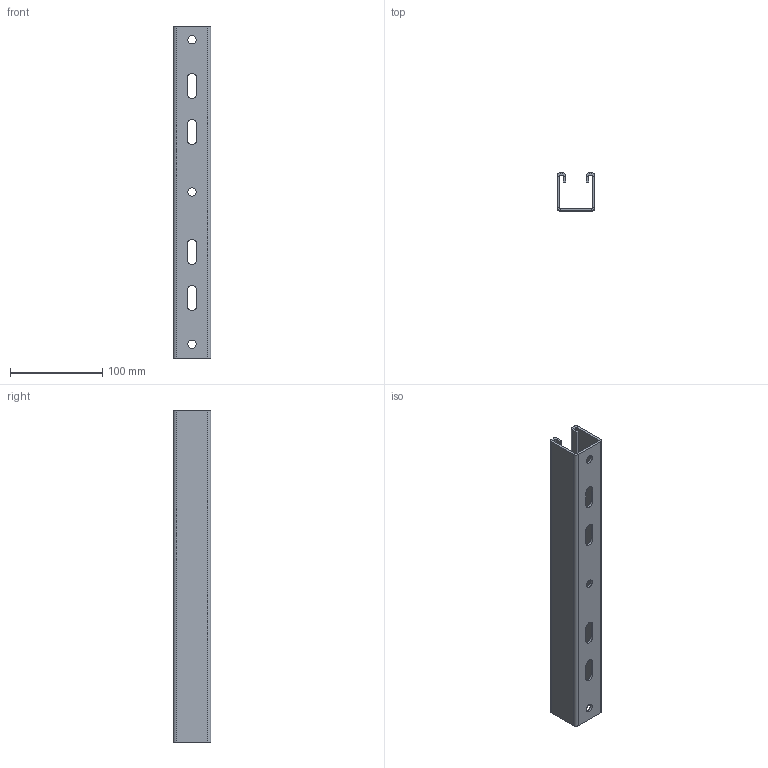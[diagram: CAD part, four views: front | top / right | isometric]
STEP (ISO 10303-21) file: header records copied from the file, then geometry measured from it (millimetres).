
FILE_DESCRIPTION (( 'STEP AP203' ), '1' );
FILE_NAME ('Òðàâåðñà BST-41_BST4130.STEP', '2012-11-21T12:35:54', ( 'Àñååâ' ), ( '' ), 'SwSTEP 2.0', 'SolidWorks 2012', '' );
FILE_SCHEMA (( 'CONFIG_CONTROL_DESIGN' ));
Length unit declared in the file: millimetre
Products named in the file (1): 秮飶歑黟 BST-41_BST4130
Bounding box: 41 x 41 x 360 mm (x, y, z)
Volume: 123739.6 mm3; surface area: 102368.2 mm2
Topology: 1 solids, 1 shells, 73 faces, 167 edges, 96 vertices
Faces by surface type: plane 50, cylinder 23
Full cylindrical faces by diameter (mm): 9 x3
Entity records: 2071 total; most frequent: DIRECTION 356, CARTESIAN_POINT 330, ORIENTED_EDGE 324, EDGE_CURVE 162, AXIS2_PLACEMENT_3D 120, VECTOR 116, LINE 116, VERTEX_POINT 94
